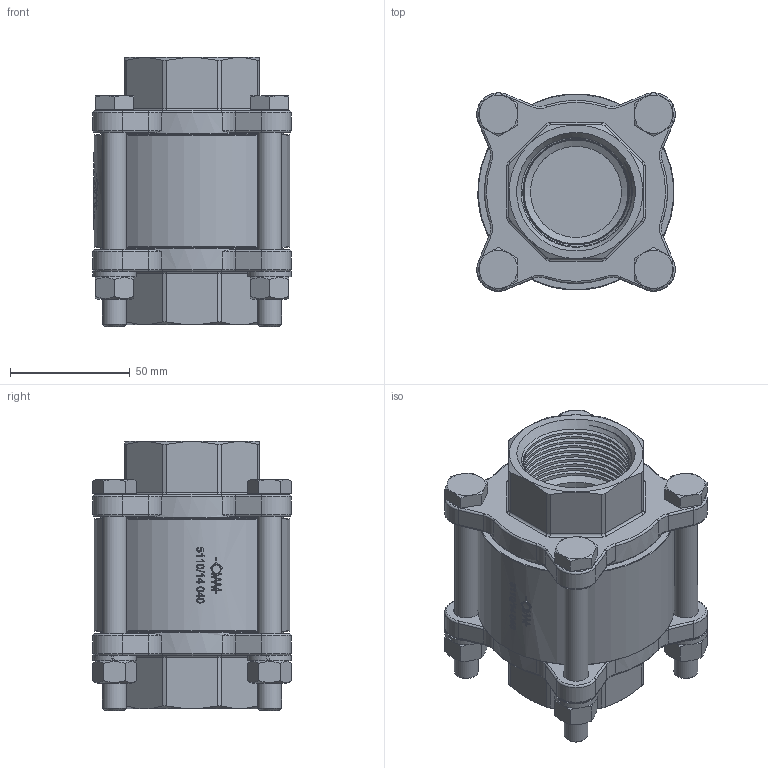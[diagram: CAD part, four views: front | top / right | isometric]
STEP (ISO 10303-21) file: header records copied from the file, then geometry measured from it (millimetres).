
FILE_DESCRIPTION((''),'2;1');
FILE_NAME('5110_040.stp','2013-02-05T10:30:56',('RL'),(''),'Autodesk Inventor 2012','Autodesk Inventor 2012','');
FILE_SCHEMA(('AUTOMOTIVE_DESIGN { 1 0 10303 214 1 1 1 1 }'));
Length unit declared in the file: millimetre
Products named in the file (1): 5110_040_Konturvereinfachung_1
Bounding box: 82.87 x 83.25 x 112.3 mm (x, y, z)
Volume: 279713 mm3; surface area: 95474.9 mm2
Topology: 1 solids, 3 shells, 681 faces, 1753 edges, 1112 vertices
Faces by surface type: plane 217, cylinder 169, bspline 122, torus 100, cone 73
Full cylindrical faces by diameter (mm): 8 x2, 10 x9, 10.8 x8, 14.63 x4, 15 x1, 38 x2, 45 x1, 49 x1, 53 x1, 55 x1, 64 x1, 66 x1, 69 x1, 70 x2, 74 x2, 76.4 x2
Entity records: 53226 total; most frequent: CARTESIAN_POINT 38246, ORIENTED_EDGE 3242, DIRECTION 2566, EDGE_CURVE 1621, VERTEX_POINT 1082, AXIS2_PLACEMENT_3D 1043, EDGE_LOOP 823, FACE_OUTER_BOUND 663
